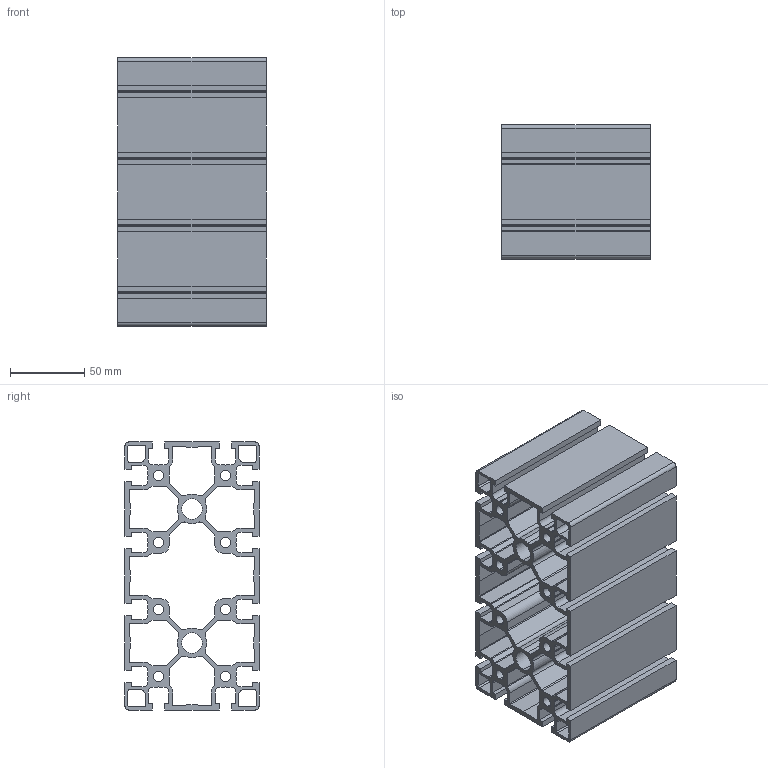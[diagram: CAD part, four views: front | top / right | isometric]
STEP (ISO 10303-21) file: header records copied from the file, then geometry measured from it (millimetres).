
FILE_DESCRIPTION (( 'STEP AP214' ), '1' );
FILE_NAME ('084.101.087.STEP', '2020-07-23T07:48:00', ( '' ), ( '' ), 'SwSTEP 2.0', 'SolidWorks 2018', '' );
FILE_SCHEMA (( 'AUTOMOTIVE_DESIGN' ));
Length unit declared in the file: millimetre
Products named in the file (1): 084.101.087
Bounding box: 100 x 90 x 180 mm (x, y, z)
Volume: 404411.3 mm3; surface area: 248542.6 mm2
Topology: 1 solids, 1 shells, 436 faces, 1302 edges, 868 vertices
Faces by surface type: plane 234, cylinder 202
Entity records: 14868 total; most frequent: CARTESIAN_POINT 2607, ORIENTED_EDGE 2604, DIRECTION 2580, EDGE_CURVE 1302, LINE 898, VECTOR 898, VERTEX_POINT 868, AXIS2_PLACEMENT_3D 841
